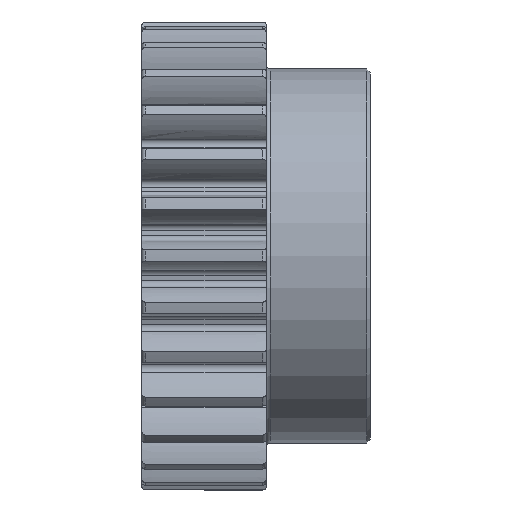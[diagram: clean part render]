
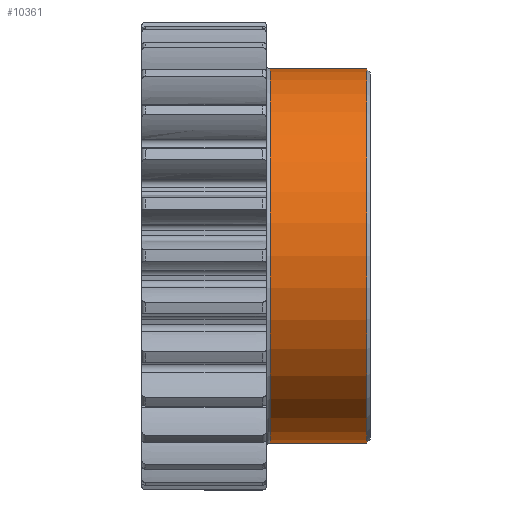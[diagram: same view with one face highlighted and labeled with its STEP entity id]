
A CAD part, top view. The second image highlights one B-rep face of the part: STEP entity #10361.
In plain terms, the highlighted cylindrical face has radius 18 mm (diameter 36 mm), a partial arc.
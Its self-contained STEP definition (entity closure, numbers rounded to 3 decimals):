
#4742=CARTESIAN_POINT('',(6.375,0.,0.));
#4743=DIRECTION('',(1.,0.,0.));
#4744=DIRECTION('',(0.,1.,0.));
#4745=AXIS2_PLACEMENT_3D('',#4742,#4743,#4744);
#4747=CARTESIAN_POINT('',(15.625,0.,0.));
#4748=DIRECTION('',(1.,0.,0.));
#4749=DIRECTION('',(0.,1.,0.));
#4750=AXIS2_PLACEMENT_3D('',#4747,#4748,#4749);
#4752=DIRECTION('',(-1.,0.,0.));
#4753=VECTOR('',#4752,9.25);
#4754=CARTESIAN_POINT('',(15.625,-18.,0.));
#4755=LINE('',#4754,#4753);
#4761=DIRECTION('',(-1.,0.,0.));
#4762=VECTOR('',#4761,9.25);
#4763=CARTESIAN_POINT('',(15.625,18.,0.));
#4764=LINE('',#4763,#4762);
#5684=CARTESIAN_POINT('',(15.625,18.,0.));
#5686=VERTEX_POINT('',#5684);
#5688=CARTESIAN_POINT('',(15.625,-18.,0.));
#5690=VERTEX_POINT('',#5688);
#5695=CARTESIAN_POINT('',(6.375,-18.,0.));
#5696=CARTESIAN_POINT('',(6.375,18.,0.));
#5697=VERTEX_POINT('',#5695);
#5698=VERTEX_POINT('',#5696);
#10347=CARTESIAN_POINT('',(-0.8,0.,0.));
#10348=DIRECTION('',(1.,0.,0.));
#10349=DIRECTION('',(0.,-1.,0.));
#10350=AXIS2_PLACEMENT_3D('',#10347,#10348,#10349);
#10351=CYLINDRICAL_SURFACE('',#10350,18.);
#10352=ORIENTED_EDGE('',*,*,#10341,.F.);
#10354=ORIENTED_EDGE('',*,*,#10353,.F.);
#10356=ORIENTED_EDGE('',*,*,#10355,.T.);
#10358=ORIENTED_EDGE('',*,*,#10357,.T.);
#10359=EDGE_LOOP('',(#10352,#10354,#10356,#10358));
#10360=FACE_OUTER_BOUND('',#10359,.F.);
#4746=CIRCLE('',#4745,18.);
#4751=CIRCLE('',#4750,18.);
#10341=EDGE_CURVE('',#5698,#5697,#4746,.T.);
#10353=EDGE_CURVE('',#5686,#5698,#4764,.T.);
#10355=EDGE_CURVE('',#5686,#5690,#4751,.T.);
#10357=EDGE_CURVE('',#5690,#5697,#4755,.T.);
#10361=ADVANCED_FACE('',(#10360),#10351,.T.);
